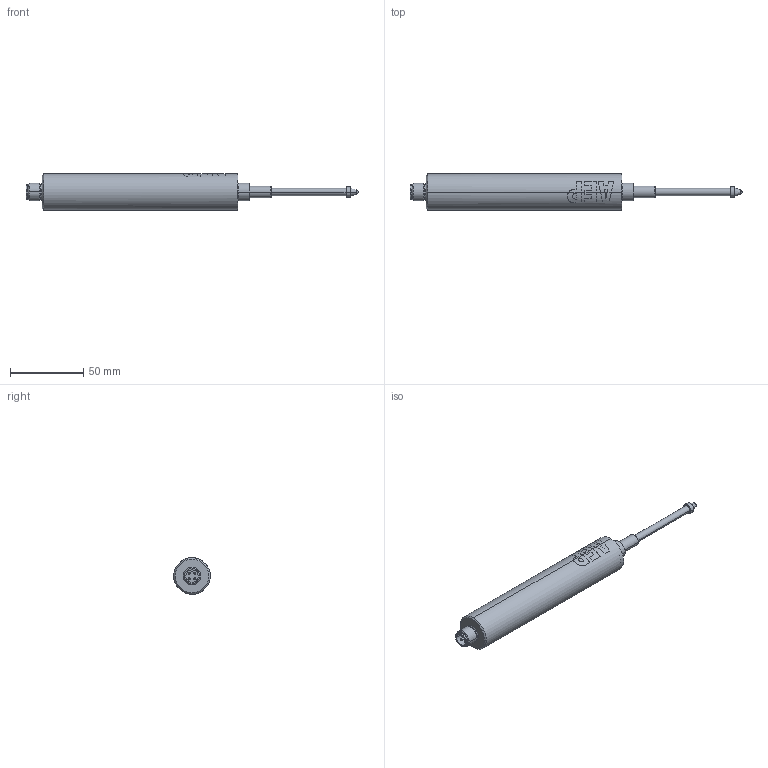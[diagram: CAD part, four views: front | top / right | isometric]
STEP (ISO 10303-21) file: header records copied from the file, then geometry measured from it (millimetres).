
FILE_DESCRIPTION(('STEP AP214'),'1');
FILE_NAME('LDT 50mm.stp','2015-05-18T13:24:11',(' '),(' '),'Spatial InterOp 3D',' ',' ');
FILE_SCHEMA(('automotive_design'));
Length unit declared in the file: metre
Products named in the file (2): Housing
Bounding box: 226.9 x 25 x 25 mm (x, y, z)
Volume: 69150.4 mm3; surface area: 13920.5 mm2
Topology: 3 solids, 4 shells, 142 faces, 362 edges, 233 vertices
Faces by surface type: plane 52, cylinder 49, torus 19, cone 11, bspline 9, sphere 2
Full cylindrical faces by diameter (mm): 23.873 x1
Entity records: 5689 total; most frequent: CARTESIAN_POINT 1112, DIRECTION 783, ORIENTED_EDGE 688, EDGE_CURVE 344, AXIS2_PLACEMENT_3D 324, VERTEX_POINT 226, CIRCLE 183, EDGE_LOOP 156
